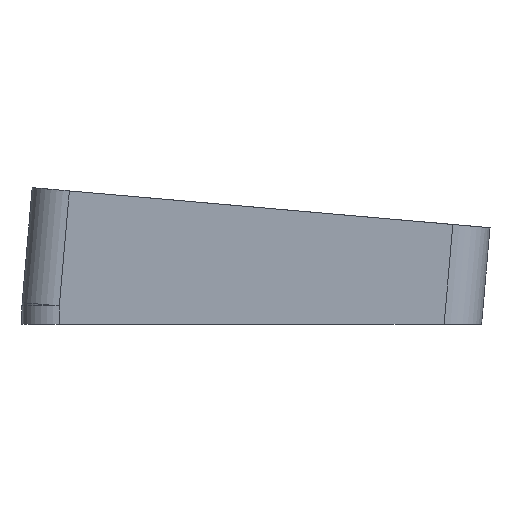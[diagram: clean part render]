
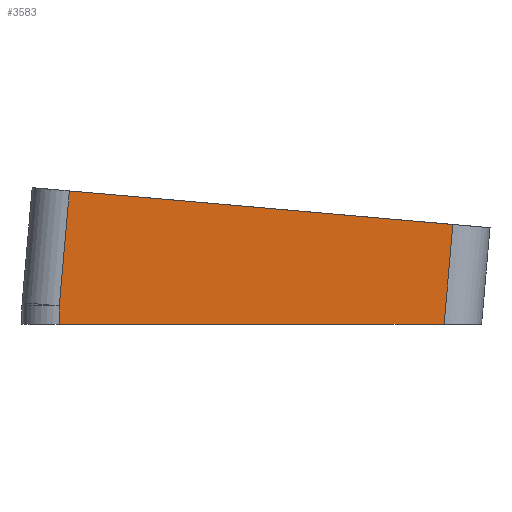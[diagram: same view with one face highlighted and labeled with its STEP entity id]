
A CAD part, left-side view. The second image highlights one B-rep face of the part: STEP entity #3583.
In plain terms, the highlighted planar face has unit normal (-1, 0, 0).
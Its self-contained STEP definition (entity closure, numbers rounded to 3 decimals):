
#131=PLANE('',#3689);
#316=FACE_OUTER_BOUND('',#526,.T.);
#526=EDGE_LOOP('',(#3155,#3156,#3157,#3158,#3159));
#805=LINE('',#7166,#1079);
#807=LINE('',#7176,#1081);
#809=LINE('',#7180,#1083);
#810=LINE('',#7182,#1084);
#811=LINE('',#7183,#1085);
#1079=VECTOR('',#4091,10.);
#1081=VECTOR('',#4101,10.);
#1083=VECTOR('',#4105,10.);
#1084=VECTOR('',#4106,10.);
#1085=VECTOR('',#4107,10.);
#1664=VERTEX_POINT('',#7163);
#1665=VERTEX_POINT('',#7165);
#1669=VERTEX_POINT('',#7174);
#1670=VERTEX_POINT('',#7179);
#1671=VERTEX_POINT('',#7181);
#2170=EDGE_CURVE('',#1665,#1664,#805,.T.);
#2175=EDGE_CURVE('',#1669,#1664,#807,.T.);
#2177=EDGE_CURVE('',#1670,#1669,#809,.T.);
#2178=EDGE_CURVE('',#1671,#1670,#810,.T.);
#2179=EDGE_CURVE('',#1665,#1671,#811,.T.);
#3155=ORIENTED_EDGE('',*,*,#2175,.F.);
#3156=ORIENTED_EDGE('',*,*,#2177,.F.);
#3157=ORIENTED_EDGE('',*,*,#2178,.F.);
#3158=ORIENTED_EDGE('',*,*,#2179,.F.);
#3159=ORIENTED_EDGE('',*,*,#2170,.T.);
#3583=ADVANCED_FACE('',(#316),#131,.T.);
#3689=AXIS2_PLACEMENT_3D('',#7178,#4103,#4104);
#4091=DIRECTION('',(0.,-1.,0.));
#4101=DIRECTION('',(0.,0.087,-0.996));
#4103=DIRECTION('center_axis',(-1.,0.,0.));
#4104=DIRECTION('ref_axis',(0.,-0.996,-0.087));
#4105=DIRECTION('',(0.,-0.996,-0.087));
#4106=DIRECTION('',(0.,-0.087,0.996));
#4107=DIRECTION('',(0.,0.,1.));
#7163=CARTESIAN_POINT('',(-9.5,-4.481,0.));
#7165=CARTESIAN_POINT('',(-9.5,47.1,0.));
#7166=CARTESIAN_POINT('',(-9.5,52.1,0.));
#7174=CARTESIAN_POINT('',(-9.5,-5.652,13.386));
#7176=CARTESIAN_POINT('',(-9.5,-4.519,0.436));
#7178=CARTESIAN_POINT('Origin',(-9.5,51.866,5.369));
#7179=CARTESIAN_POINT('',(-9.5,45.752,17.884));
#7180=CARTESIAN_POINT('',(-9.5,50.733,18.319));
#7181=CARTESIAN_POINT('',(-9.5,47.1,2.471));
#7182=CARTESIAN_POINT('',(-9.5,46.885,4.933));
#7183=CARTESIAN_POINT('',(-9.5,47.1,2.684));
